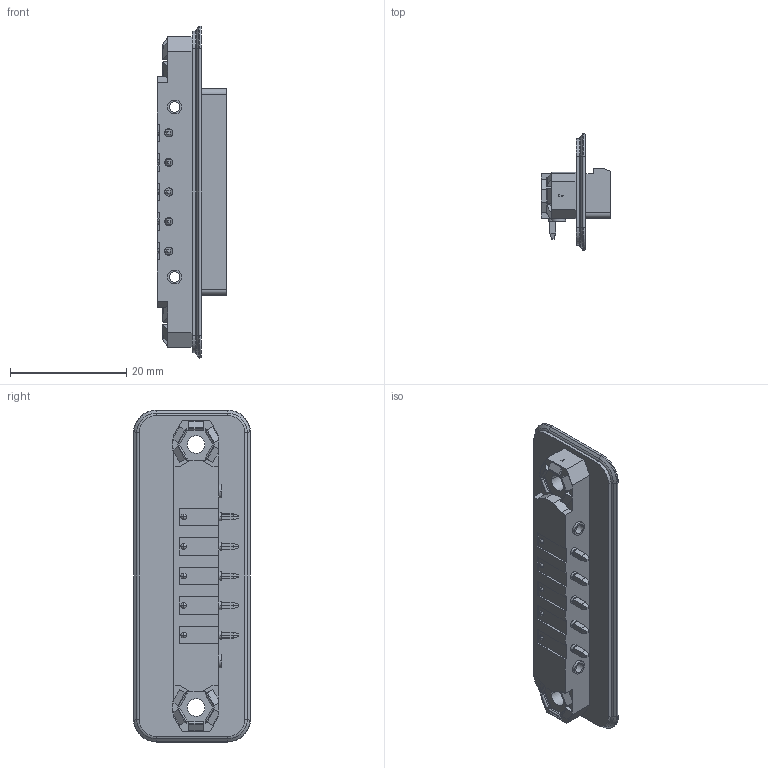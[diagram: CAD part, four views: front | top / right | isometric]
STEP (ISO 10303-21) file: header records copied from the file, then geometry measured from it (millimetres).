
FILE_DESCRIPTION(('STEP AP214'),'1');
FILE_NAME('1899016.stp','2016-07-05T05:30:53',('TraceParts'),('TraceParts S.A.'),'Spatial InterOp 3D',' ',' ');
FILE_SCHEMA(('automotive_design'));
Length unit declared in the file: millimetre
Products named in the file (1): dfk-mstba_2.5-5-gf-5.08|1#dfk-mstba_2.5-5-gf-5.08;dfk-mstba_2.5-5-gf-5.08
Bounding box: 12 x 20.07 x 57.03 mm (x, y, z)
Volume: 3499.1 mm3; surface area: 4624.1 mm2
Topology: 1 solids, 1 shells, 633 faces, 1461 edges, 876 vertices
Faces by surface type: plane 476, cylinder 99, torus 20, sphere 20, cone 18
Entity records: 22725 total; most frequent: DIRECTION 3097, CARTESIAN_POINT 3091, ORIENTED_EDGE 2922, EDGE_CURVE 1461, LINE 1073, VECTOR 1073, AXIS2_PLACEMENT_3D 1012, VERTEX_POINT 876
